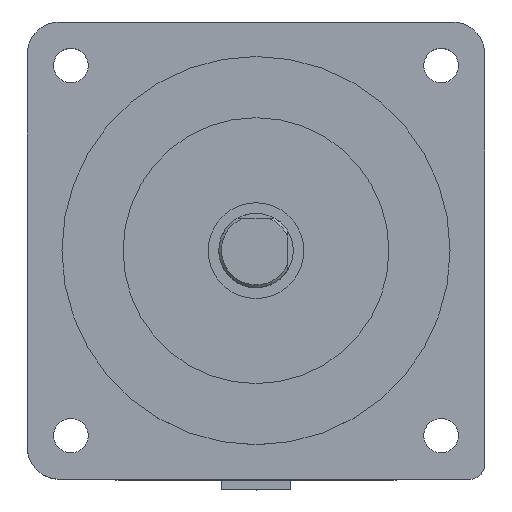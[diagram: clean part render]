
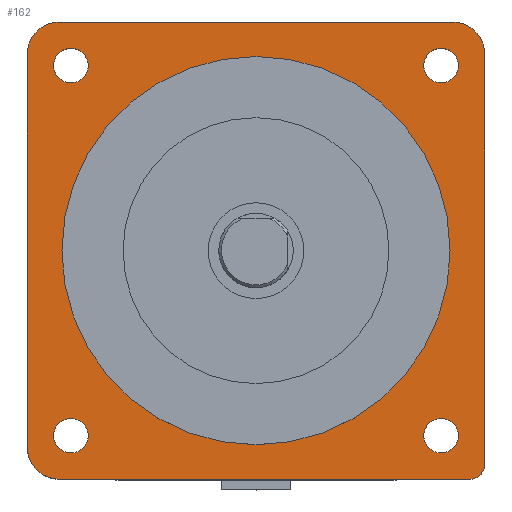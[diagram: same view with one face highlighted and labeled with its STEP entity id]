
A CAD part, top view. The second image highlights one B-rep face of the part: STEP entity #162.
In plain terms, the highlighted planar face has unit normal (0, 0, 1).
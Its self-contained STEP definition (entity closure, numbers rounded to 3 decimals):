
#162 = ADVANCED_FACE( '', ( #446, #447, #448, #449, #450, #451 ), #452, .T. );
#446 = FACE_BOUND( '', #873, .T. );
#447 = FACE_OUTER_BOUND( '', #874, .T. );
#448 = FACE_BOUND( '', #875, .T. );
#449 = FACE_BOUND( '', #876, .T. );
#450 = FACE_BOUND( '', #877, .T. );
#451 = FACE_BOUND( '', #878, .T. );
#452 = PLANE( '', #879 );
#873 = EDGE_LOOP( '', ( #1309 ) );
#874 = EDGE_LOOP( '', ( #1310, #1311, #1312, #1313, #1314, #1315, #1316, #1317 ) );
#875 = EDGE_LOOP( '', ( #1318 ) );
#876 = EDGE_LOOP( '', ( #1319 ) );
#877 = EDGE_LOOP( '', ( #1320 ) );
#878 = EDGE_LOOP( '', ( #1321 ) );
#879 = AXIS2_PLACEMENT_3D( '', #1322, #1323, #1324 );
#1309 = ORIENTED_EDGE( '', *, *, #2498, .F. );
#1310 = ORIENTED_EDGE( '', *, *, #2499, .F. );
#1311 = ORIENTED_EDGE( '', *, *, #2500, .F. );
#1312 = ORIENTED_EDGE( '', *, *, #2501, .F. );
#1313 = ORIENTED_EDGE( '', *, *, #2502, .F. );
#1314 = ORIENTED_EDGE( '', *, *, #2503, .F. );
#1315 = ORIENTED_EDGE( '', *, *, #2504, .F. );
#1316 = ORIENTED_EDGE( '', *, *, #2505, .F. );
#1317 = ORIENTED_EDGE( '', *, *, #2506, .F. );
#1318 = ORIENTED_EDGE( '', *, *, #2507, .F. );
#1319 = ORIENTED_EDGE( '', *, *, #2508, .F. );
#1320 = ORIENTED_EDGE( '', *, *, #2509, .F. );
#1321 = ORIENTED_EDGE( '', *, *, #2510, .T. );
#1322 = CARTESIAN_POINT( '', ( 18.25, 0., -1.6 ) );
#1323 = DIRECTION( '', ( 0., 0., 1. ) );
#1324 = DIRECTION( '', ( 1., 0., 0. ) );
#2498 = EDGE_CURVE( '', #2977, #2977, #2978, .T. );
#2499 = EDGE_CURVE( '', #2979, #2980, #2981, .T. );
#2500 = EDGE_CURVE( '', #2982, #2979, #2983, .F. );
#2501 = EDGE_CURVE( '', #2984, #2982, #2985, .T. );
#2502 = EDGE_CURVE( '', #2986, #2984, #2987, .F. );
#2503 = EDGE_CURVE( '', #2988, #2986, #2989, .T. );
#2504 = EDGE_CURVE( '', #2990, #2988, #2991, .F. );
#2505 = EDGE_CURVE( '', #2992, #2990, #2993, .T. );
#2506 = EDGE_CURVE( '', #2980, #2992, #2994, .F. );
#2507 = EDGE_CURVE( '', #2995, #2995, #2996, .T. );
#2508 = EDGE_CURVE( '', #2997, #2997, #2998, .T. );
#2509 = EDGE_CURVE( '', #2999, #2999, #3000, .T. );
#2510 = EDGE_CURVE( '', #3001, #3001, #3002, .T. );
#2977 = VERTEX_POINT( '', #3673 );
#2978 = CIRCLE( '', #3674, 3.25 );
#2979 = VERTEX_POINT( '', #3675 );
#2980 = VERTEX_POINT( '', #3676 );
#2981 = LINE( '', #3677, #3678 );
#2982 = VERTEX_POINT( '', #3679 );
#2983 = CIRCLE( '', #3680, 2.815 );
#2984 = VERTEX_POINT( '', #3681 );
#2985 = LINE( '', #3682, #3683 );
#2986 = VERTEX_POINT( '', #3684 );
#2987 = CIRCLE( '', #3685, 6. );
#2988 = VERTEX_POINT( '', #3686 );
#2989 = LINE( '', #3687, #3688 );
#2990 = VERTEX_POINT( '', #3689 );
#2991 = CIRCLE( '', #3690, 6. );
#2992 = VERTEX_POINT( '', #3691 );
#2993 = LINE( '', #3692, #3693 );
#2994 = CIRCLE( '', #3694, 6. );
#2995 = VERTEX_POINT( '', #3695 );
#2996 = CIRCLE( '', #3696, 3.25 );
#2997 = VERTEX_POINT( '', #3697 );
#2998 = CIRCLE( '', #3698, 3.25 );
#2999 = VERTEX_POINT( '', #3699 );
#3000 = CIRCLE( '', #3700, 3.25 );
#3001 = VERTEX_POINT( '', #3701 );
#3002 = CIRCLE( '', #3702, 36.5 );
#3673 = CARTESIAN_POINT( '', ( -31.55, 34.8, -1.6 ) );
#3674 = AXIS2_PLACEMENT_3D( '', #4547, #4548, #4549 );
#3675 = CARTESIAN_POINT( '', ( 40.185, -43., -1.6 ) );
#3676 = CARTESIAN_POINT( '', ( -37., -43., -1.6 ) );
#3677 = CARTESIAN_POINT( '', ( -37., -43., -1.6 ) );
#3678 = VECTOR( '', #4550, 1000. );
#3679 = CARTESIAN_POINT( '', ( 43., -40.185, -1.6 ) );
#3680 = AXIS2_PLACEMENT_3D( '', #4551, #4552, #4553 );
#3681 = CARTESIAN_POINT( '', ( 43., 37., -1.6 ) );
#3682 = CARTESIAN_POINT( '', ( 43., -40.185, -1.6 ) );
#3683 = VECTOR( '', #4554, 1000. );
#3684 = CARTESIAN_POINT( '', ( 37., 43., -1.6 ) );
#3685 = AXIS2_PLACEMENT_3D( '', #4555, #4556, #4557 );
#3686 = CARTESIAN_POINT( '', ( -37., 43., -1.6 ) );
#3687 = CARTESIAN_POINT( '', ( 37., 43., -1.6 ) );
#3688 = VECTOR( '', #4558, 1000. );
#3689 = CARTESIAN_POINT( '', ( -43., 37., -1.6 ) );
#3690 = AXIS2_PLACEMENT_3D( '', #4559, #4560, #4561 );
#3691 = CARTESIAN_POINT( '', ( -43., -37., -1.6 ) );
#3692 = CARTESIAN_POINT( '', ( -43., 37., -1.6 ) );
#3693 = VECTOR( '', #4562, 1000. );
#3694 = AXIS2_PLACEMENT_3D( '', #4563, #4564, #4565 );
#3695 = CARTESIAN_POINT( '', ( 38.05, -34.8, -1.6 ) );
#3696 = AXIS2_PLACEMENT_3D( '', #4566, #4567, #4568 );
#3697 = CARTESIAN_POINT( '', ( 38.05, 34.8, -1.6 ) );
#3698 = AXIS2_PLACEMENT_3D( '', #4569, #4570, #4571 );
#3699 = CARTESIAN_POINT( '', ( -31.55, -34.8, -1.6 ) );
#3700 = AXIS2_PLACEMENT_3D( '', #4572, #4573, #4574 );
#3701 = CARTESIAN_POINT( '', ( 36.5, 0., -1.6 ) );
#3702 = AXIS2_PLACEMENT_3D( '', #4575, #4576, #4577 );
#4547 = CARTESIAN_POINT( '', ( -34.8, 34.8, -1.6 ) );
#4548 = DIRECTION( '', ( 0., 0., 1. ) );
#4549 = DIRECTION( '', ( 1., 0., 0. ) );
#4550 = DIRECTION( '', ( -1., 0., 0. ) );
#4551 = CARTESIAN_POINT( '', ( 40.185, -40.185, -1.6 ) );
#4552 = DIRECTION( '', ( 0., 0., 1. ) );
#4553 = DIRECTION( '', ( 1., 0., 0. ) );
#4554 = DIRECTION( '', ( 0., -1., 0. ) );
#4555 = CARTESIAN_POINT( '', ( 37., 37., -1.6 ) );
#4556 = DIRECTION( '', ( 0., 0., 1. ) );
#4557 = DIRECTION( '', ( 1., 0., 0. ) );
#4558 = DIRECTION( '', ( 1., 0., 0. ) );
#4559 = CARTESIAN_POINT( '', ( -37., 37., -1.6 ) );
#4560 = DIRECTION( '', ( 0., 0., 1. ) );
#4561 = DIRECTION( '', ( 1., 0., 0. ) );
#4562 = DIRECTION( '', ( 0., 1., 0. ) );
#4563 = CARTESIAN_POINT( '', ( -37., -37., -1.6 ) );
#4564 = DIRECTION( '', ( 0., 0., 1. ) );
#4565 = DIRECTION( '', ( 1., 0., 0. ) );
#4566 = CARTESIAN_POINT( '', ( 34.8, -34.8, -1.6 ) );
#4567 = DIRECTION( '', ( 0., 0., 1. ) );
#4568 = DIRECTION( '', ( 1., 0., 0. ) );
#4569 = CARTESIAN_POINT( '', ( 34.8, 34.8, -1.6 ) );
#4570 = DIRECTION( '', ( 0., 0., 1. ) );
#4571 = DIRECTION( '', ( 1., 0., 0. ) );
#4572 = CARTESIAN_POINT( '', ( -34.8, -34.8, -1.6 ) );
#4573 = DIRECTION( '', ( 0., 0., 1. ) );
#4574 = DIRECTION( '', ( 1., 0., 0. ) );
#4575 = CARTESIAN_POINT( '', ( 0., 0., -1.6 ) );
#4576 = DIRECTION( '', ( 0., 0., -1. ) );
#4577 = DIRECTION( '', ( 1., 0., 0. ) );
